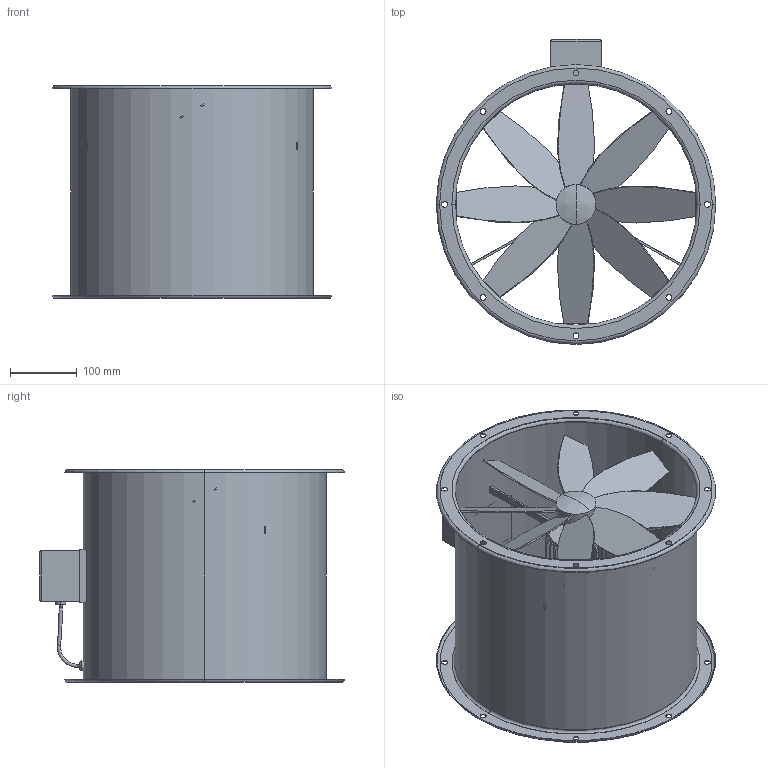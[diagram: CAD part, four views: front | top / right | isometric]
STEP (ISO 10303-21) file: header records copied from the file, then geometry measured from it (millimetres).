
FILE_DESCRIPTION (( 'STEP AP214' ), '1' );
FILE_NAME ('EZR 35-6B.step', '2009-06-28T23:08:43', ( 'Wolfgang Schmidt' ), ( 'WS-KO' ), 'SwSTEP 2.0', 'SolidWorks 2008', '' );
FILE_SCHEMA (( 'AUTOMOTIVE_DESIGN' ));
Length unit declared in the file: millimetre
Products named in the file (1): EZR 35-6B
Bounding box: 420 x 458 x 320 mm (x, y, z)
Volume: 1676676.5 mm3; surface area: 1147871.9 mm2
Topology: 6 solids, 6 shells, 299 faces, 722 edges, 471 vertices
Faces by surface type: plane 103, cylinder 98, torus 76, bspline 16, sphere 6
Entity records: 10754 total; most frequent: CARTESIAN_POINT 3799, ORIENTED_EDGE 1436, DIRECTION 1290, EDGE_CURVE 718, AXIS2_PLACEMENT_3D 538, VERTEX_POINT 469, EDGE_LOOP 373, ADVANCED_FACE 299
